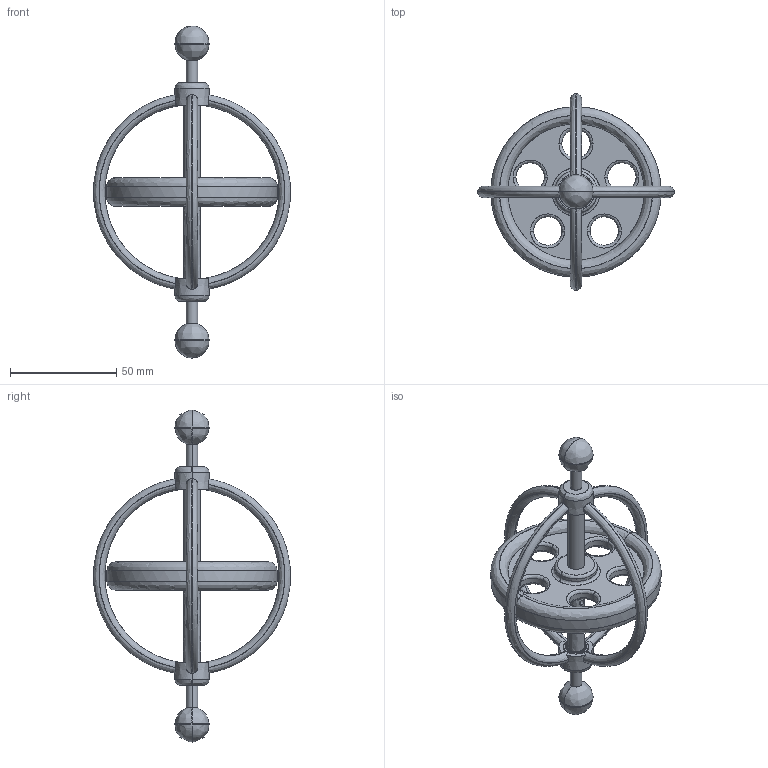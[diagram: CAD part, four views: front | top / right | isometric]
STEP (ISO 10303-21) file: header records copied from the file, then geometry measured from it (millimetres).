
FILE_DESCRIPTION(('FreeCAD Model'),'2;1');
FILE_NAME('Open CASCADE Shape Model','2025-04-27T10:25:00',('FreeCAD'),( 'FreeCAD'),'Open CASCADE STEP processor 7.6','FreeCAD','Unknown');
FILE_SCHEMA(('AUTOMOTIVE_DESIGN { 1 0 10303 214 1 1 1 1 }'));
Products named in the file (1): Open CASCADE STEP translator 7.6 1
Bounding box: 92.7 x 92.7 x 156.49 mm (x, y, z)
Surface area: 29745 mm2 (no closed solid volume)
Topology: 0 solids, 484 shells, 484 faces, 10160 edges, 10052 vertices
Faces by surface type: bspline 484
Entity records: 101820 total; most frequent: CARTESIAN_POINT 60083, VERTEX_POINT 10104, ORIENTED_EDGE 10056, EDGE_CURVE 10056, B_SPLINE_CURVE_WITH_KNOTS 8908, FACE_BOUND 558, EDGE_LOOP 558, SHELL_BASED_SURFACE_MODEL 484
